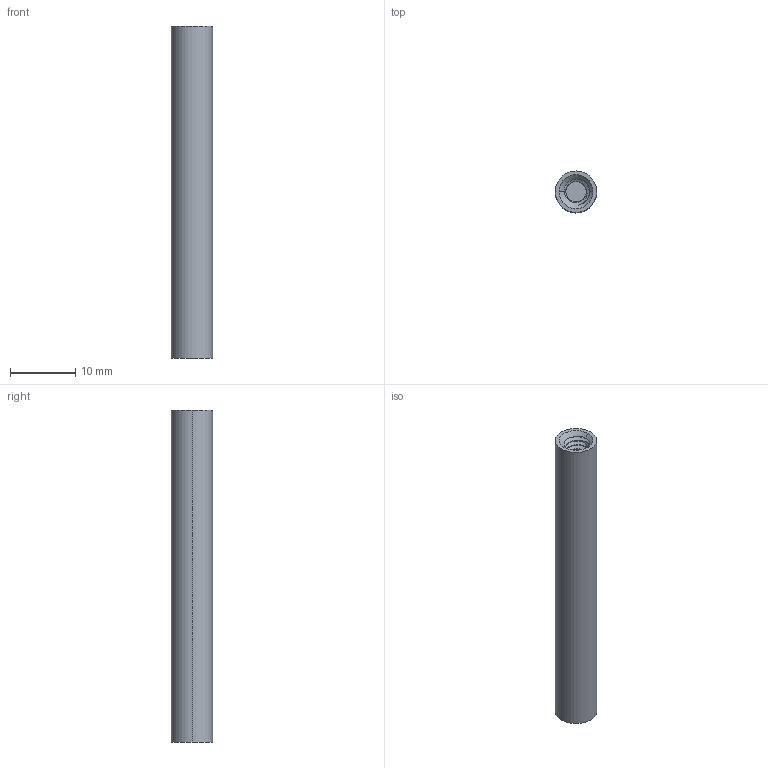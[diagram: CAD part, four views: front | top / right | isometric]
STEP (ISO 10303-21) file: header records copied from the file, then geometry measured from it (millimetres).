
FILE_DESCRIPTION (( 'STEP AP203' ), '1' );
FILE_NAME ('93265A483_Female Threaded Round Standoff.STEP', '2021-08-24T16:10:30', ( 'Administrator' ), ( 'Managed by Terraform' ), 'SwSTEP 2.0', 'SolidWorks 2017', '' );
FILE_SCHEMA (( 'CONFIG_CONTROL_DESIGN' ));
Length unit declared in the file: inch
Products named in the file (1): 93265A483_Female Threaded Round Standoff
Bounding box: 6.35 x 6.35 x 50.8 mm (x, y, z)
Volume: 1366 mm3; surface area: 1501.5 mm2
Topology: 1 solids, 1 shells, 74 faces, 210 edges, 140 vertices
Faces by surface type: cylinder 58, cone 6, bspline 6, plane 4
Entity records: 7001 total; most frequent: CARTESIAN_POINT 5393, ORIENTED_EDGE 420, DIRECTION 224, EDGE_CURVE 210, VERTEX_POINT 140, AXIS2_PLACEMENT_3D 81, EDGE_LOOP 76, ADVANCED_FACE 74
